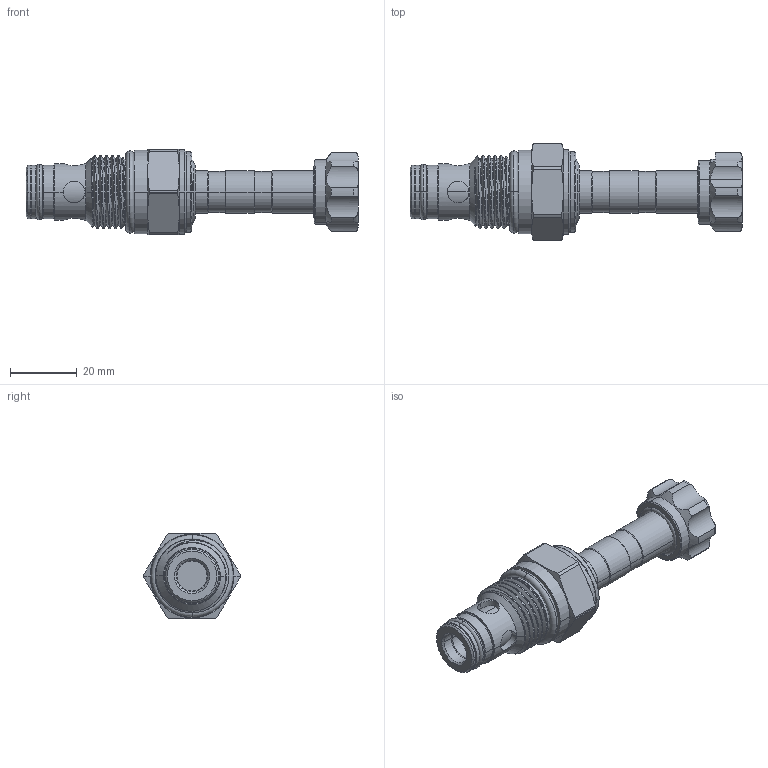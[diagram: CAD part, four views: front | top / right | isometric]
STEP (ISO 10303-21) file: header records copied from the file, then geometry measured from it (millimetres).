
FILE_DESCRIPTION (( 'STEP AP203' ), '1' );
FILE_NAME ('EP10W2A06N05.STEP', '2016-08-23T03:17:41', ( '' ), ( '' ), 'SwSTEP 2.0', 'SolidWorks 2012', '' );
FILE_SCHEMA (( 'CONFIG_CONTROL_DESIGN' ));
Length unit declared in the file: millimetre
Products named in the file (1): EP10W2A06N05
Bounding box: 99.15 x 28.8 x 25.4 mm (x, y, z)
Volume: 26014 mm3; surface area: 9947.9 mm2
Topology: 5 solids, 5 shells, 218 faces, 522 edges, 321 vertices
Faces by surface type: cylinder 103, torus 38, cone 38, plane 25, bspline 14
Entity records: 13302 total; most frequent: CARTESIAN_POINT 8338, ORIENTED_EDGE 1044, DIRECTION 1028, EDGE_CURVE 522, AXIS2_PLACEMENT_3D 442, VERTEX_POINT 321, CIRCLE 237, EDGE_LOOP 235
